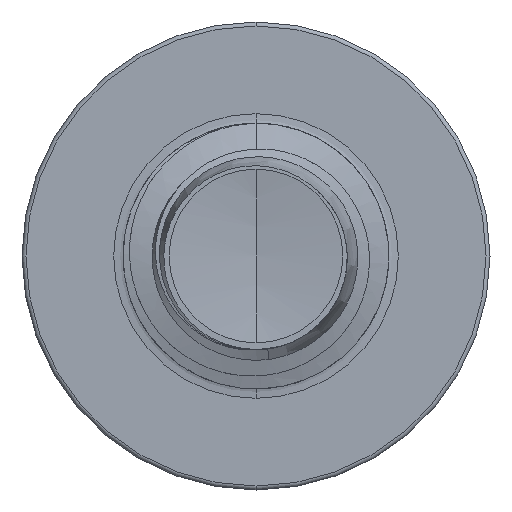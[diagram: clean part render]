
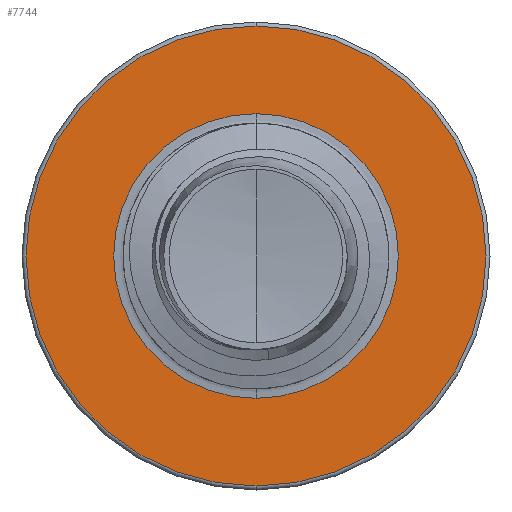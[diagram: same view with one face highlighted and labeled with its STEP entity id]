
A CAD part, front view. The second image highlights one B-rep face of the part: STEP entity #7744.
In plain terms, the highlighted planar face has unit normal (0, -1, 0).
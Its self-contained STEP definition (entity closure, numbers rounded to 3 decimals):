
#122 = CIRCLE ( 'NONE', #152, 4.325 ) ;
#152 = AXIS2_PLACEMENT_3D ( 'NONE', #15210, #8733, #1227 ) ;
#538 = DIRECTION ( 'NONE',  ( 0., 1., 0. ) ) ;
#772 = AXIS2_PLACEMENT_3D ( 'NONE', #12317, #5604, #13368 ) ;
#1227 = DIRECTION ( 'NONE',  ( 0., 0., 1. ) ) ;
#1313 = FACE_OUTER_BOUND ( 'NONE', #4390, .T. ) ;
#1592 = VERTEX_POINT ( 'NONE', #7498 ) ;
#1896 = CIRCLE ( 'NONE', #772, 2.677 ) ;
#2120 = AXIS2_PLACEMENT_3D ( 'NONE', #10075, #10008, #9995 ) ;
#3001 = DIRECTION ( 'NONE',  ( 0., 1., 0. ) ) ;
#3502 = CIRCLE ( 'NONE', #5223, 4.325 ) ;
#4016 = ORIENTED_EDGE ( 'NONE', *, *, #10799, .T. ) ;
#4390 = EDGE_LOOP ( 'NONE', ( #9606, #7025 ) ) ;
#4966 = VERTEX_POINT ( 'NONE', #5007 ) ;
#5007 = CARTESIAN_POINT ( 'NONE',  ( 0., 5.5, 4.325 ) ) ;
#5066 = CARTESIAN_POINT ( 'NONE',  ( 0., 5.5, -2.677 ) ) ;
#5187 = VERTEX_POINT ( 'NONE', #5066 ) ;
#5223 = AXIS2_PLACEMENT_3D ( 'NONE', #8247, #538, #9287 ) ;
#5604 = DIRECTION ( 'NONE',  ( 0., 1., 0. ) ) ;
#6024 = EDGE_LOOP ( 'NONE', ( #4016, #13437 ) ) ;
#6633 = VERTEX_POINT ( 'NONE', #11002 ) ;
#7025 = ORIENTED_EDGE ( 'NONE', *, *, #12842, .F. ) ;
#7498 = CARTESIAN_POINT ( 'NONE',  ( 0., 5.5, -4.325 ) ) ;
#7744 = ADVANCED_FACE ( 'NONE', ( #1313, #13372 ), #10047, .F. ) ;
#8247 = CARTESIAN_POINT ( 'NONE',  ( 0., 5.5, 0. ) ) ;
#8733 = DIRECTION ( 'NONE',  ( 0., 1., 0. ) ) ;
#9287 = DIRECTION ( 'NONE',  ( 0., 0., 1. ) ) ;
#9606 = ORIENTED_EDGE ( 'NONE', *, *, #10541, .F. ) ;
#9995 = DIRECTION ( 'NONE',  ( 0., 0., 1. ) ) ;
#9997 = EDGE_CURVE ( 'NONE', #5187, #6633, #1896, .T. ) ;
#10008 = DIRECTION ( 'NONE',  ( 0., 1., 0. ) ) ;
#10047 = PLANE ( 'NONE',  #2120 ) ;
#10075 = CARTESIAN_POINT ( 'NONE',  ( 0., 5.5, -2.677 ) ) ;
#10147 = CARTESIAN_POINT ( 'NONE',  ( 0., 5.5, 0. ) ) ;
#10541 = EDGE_CURVE ( 'NONE', #4966, #1592, #122, .T. ) ;
#10799 = EDGE_CURVE ( 'NONE', #6633, #5187, #14478, .T. ) ;
#11002 = CARTESIAN_POINT ( 'NONE',  ( 0., 5.5, 2.677 ) ) ;
#11241 = DIRECTION ( 'NONE',  ( 0., 0., 1. ) ) ;
#12317 = CARTESIAN_POINT ( 'NONE',  ( 0., 5.5, 0. ) ) ;
#12842 = EDGE_CURVE ( 'NONE', #1592, #4966, #3502, .T. ) ;
#13368 = DIRECTION ( 'NONE',  ( 0., 0., 1. ) ) ;
#13372 = FACE_BOUND ( 'NONE', #6024, .T. ) ;
#13437 = ORIENTED_EDGE ( 'NONE', *, *, #9997, .T. ) ;
#13855 = AXIS2_PLACEMENT_3D ( 'NONE', #10147, #3001, #11241 ) ;
#14478 = CIRCLE ( 'NONE', #13855, 2.677 ) ;
#15210 = CARTESIAN_POINT ( 'NONE',  ( 0., 5.5, 0. ) ) ;
